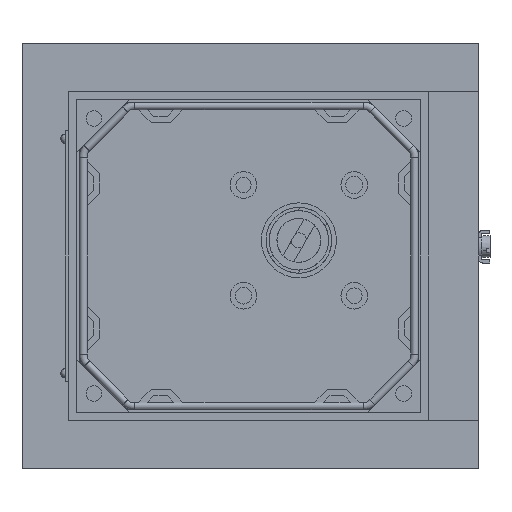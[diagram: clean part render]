
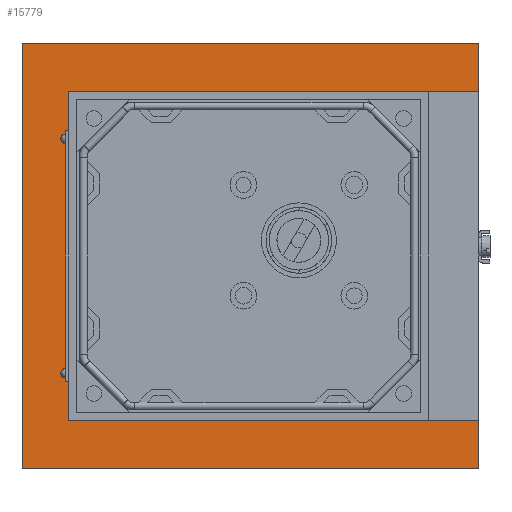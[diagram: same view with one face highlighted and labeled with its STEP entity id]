
A CAD part, front view. The second image highlights one B-rep face of the part: STEP entity #15779.
In plain terms, the highlighted planar face has unit normal (0, -1, 0).
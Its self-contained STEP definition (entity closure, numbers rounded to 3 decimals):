
#390 = CARTESIAN_POINT ( 'NONE',  ( 57.5, 46., -73. ) ) ;
#436 = CARTESIAN_POINT ( 'NONE',  ( -73.5, 46., -57.5 ) ) ;
#612 = CARTESIAN_POINT ( 'NONE',  ( 57.5, 46., 63. ) ) ;
#910 = CARTESIAN_POINT ( 'NONE',  ( 57.5, 46., 47.5 ) ) ;
#1500 = LINE ( 'NONE', #15287, #16149 ) ;
#1682 = VECTOR ( 'NONE', #9904, 1000. ) ;
#1712 = VERTEX_POINT ( 'NONE', #3882 ) ;
#2144 = EDGE_CURVE ( 'NONE', #1712, #7440, #1500, .T. ) ;
#2250 = EDGE_CURVE ( 'NONE', #11431, #13355, #11077, .T. ) ;
#3351 = EDGE_CURVE ( 'NONE', #13160, #18342, #13038, .T. ) ;
#3365 = VECTOR ( 'NONE', #17348, 1000. ) ;
#3456 = LINE ( 'NONE', #5394, #18090 ) ;
#3507 = VECTOR ( 'NONE', #8512, 1000. ) ;
#3882 = CARTESIAN_POINT ( 'NONE',  ( -73.5, 46., -57.5 ) ) ;
#4657 = CARTESIAN_POINT ( 'NONE',  ( -88.5, 46., -73. ) ) ;
#5138 = EDGE_CURVE ( 'NONE', #18342, #12446, #16648, .T. ) ;
#5369 = CARTESIAN_POINT ( 'NONE',  ( 57.5, 46., -73. ) ) ;
#5394 = CARTESIAN_POINT ( 'NONE',  ( -88.5, 46., -73. ) ) ;
#5445 = DIRECTION ( 'NONE',  ( 0., 0., 1. ) ) ;
#5787 = CARTESIAN_POINT ( 'NONE',  ( 57.5, 46., 63. ) ) ;
#6800 = VECTOR ( 'NONE', #13636, 1000. ) ;
#6804 = DIRECTION ( 'NONE',  ( 0., 0., 1. ) ) ;
#7335 = EDGE_CURVE ( 'NONE', #7440, #12446, #10601, .T. ) ;
#7440 = VERTEX_POINT ( 'NONE', #9609 ) ;
#7543 = DIRECTION ( 'NONE',  ( -1., 0., 0. ) ) ;
#7728 = ORIENTED_EDGE ( 'NONE', *, *, #2250, .F. ) ;
#7732 = AXIS2_PLACEMENT_3D ( 'NONE', #612, #17744, #9263 ) ;
#7824 = ORIENTED_EDGE ( 'NONE', *, *, #5138, .F. ) ;
#8026 = CARTESIAN_POINT ( 'NONE',  ( 57.5, 46., -73. ) ) ;
#8294 = DIRECTION ( 'NONE',  ( 0., 0., -1. ) ) ;
#8512 = DIRECTION ( 'NONE',  ( -1., 0., 0. ) ) ;
#9263 = DIRECTION ( 'NONE',  ( 0., 0., -1. ) ) ;
#9379 = CARTESIAN_POINT ( 'NONE',  ( -73.5, 46., 47.5 ) ) ;
#9481 = ORIENTED_EDGE ( 'NONE', *, *, #15609, .F. ) ;
#9609 = CARTESIAN_POINT ( 'NONE',  ( -73.5, 46., 47.5 ) ) ;
#9904 = DIRECTION ( 'NONE',  ( 1., 0., 0. ) ) ;
#10285 = FACE_OUTER_BOUND ( 'NONE', #11338, .T. ) ;
#10502 = LINE ( 'NONE', #390, #3365 ) ;
#10601 = LINE ( 'NONE', #9379, #6800 ) ;
#11077 = LINE ( 'NONE', #18408, #3507 ) ;
#11195 = CARTESIAN_POINT ( 'NONE',  ( -88.5, 46., 63. ) ) ;
#11338 = EDGE_LOOP ( 'NONE', ( #16895, #14286, #7824, #13034, #17058, #7728, #9481, #17546 ) ) ;
#11431 = VERTEX_POINT ( 'NONE', #8026 ) ;
#12041 = CARTESIAN_POINT ( 'NONE',  ( 57.5, 46., -57.5 ) ) ;
#12446 = VERTEX_POINT ( 'NONE', #910 ) ;
#13034 = ORIENTED_EDGE ( 'NONE', *, *, #3351, .F. ) ;
#13038 = LINE ( 'NONE', #16955, #1682 ) ;
#13136 = EDGE_CURVE ( 'NONE', #13355, #13160, #3456, .T. ) ;
#13160 = VERTEX_POINT ( 'NONE', #11195 ) ;
#13355 = VERTEX_POINT ( 'NONE', #4657 ) ;
#13636 = DIRECTION ( 'NONE',  ( 1., 0., 0. ) ) ;
#14286 = ORIENTED_EDGE ( 'NONE', *, *, #7335, .T. ) ;
#14354 = VECTOR ( 'NONE', #7543, 1000. ) ;
#15099 = VERTEX_POINT ( 'NONE', #12041 ) ;
#15208 = LINE ( 'NONE', #436, #14354 ) ;
#15287 = CARTESIAN_POINT ( 'NONE',  ( -73.5, 46., -57.5 ) ) ;
#15609 = EDGE_CURVE ( 'NONE', #15099, #11431, #10502, .T. ) ;
#15779 = ADVANCED_FACE ( 'NONE', ( #10285 ), #16254, .T. ) ;
#16149 = VECTOR ( 'NONE', #6804, 1000. ) ;
#16186 = EDGE_CURVE ( 'NONE', #15099, #1712, #15208, .T. ) ;
#16206 = VECTOR ( 'NONE', #8294, 1000. ) ;
#16254 = PLANE ( 'NONE',  #7732 ) ;
#16648 = LINE ( 'NONE', #5369, #16206 ) ;
#16895 = ORIENTED_EDGE ( 'NONE', *, *, #2144, .T. ) ;
#16955 = CARTESIAN_POINT ( 'NONE',  ( 57.5, 46., 63. ) ) ;
#17058 = ORIENTED_EDGE ( 'NONE', *, *, #13136, .F. ) ;
#17348 = DIRECTION ( 'NONE',  ( 0., 0., -1. ) ) ;
#17546 = ORIENTED_EDGE ( 'NONE', *, *, #16186, .T. ) ;
#17744 = DIRECTION ( 'NONE',  ( 0., -1., 0. ) ) ;
#18090 = VECTOR ( 'NONE', #5445, 1000. ) ;
#18342 = VERTEX_POINT ( 'NONE', #5787 ) ;
#18408 = CARTESIAN_POINT ( 'NONE',  ( 57.5, 46., -73. ) ) ;
